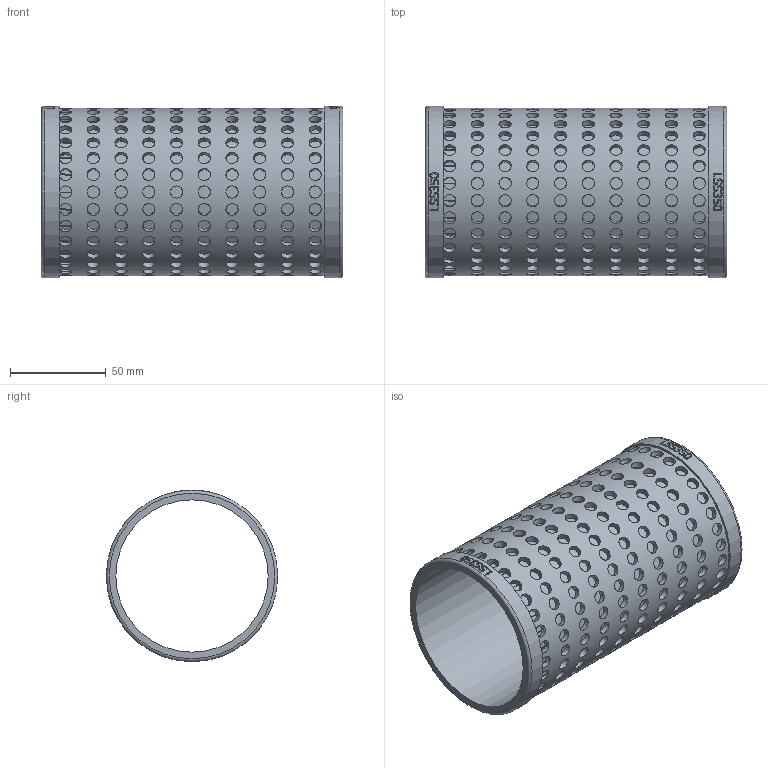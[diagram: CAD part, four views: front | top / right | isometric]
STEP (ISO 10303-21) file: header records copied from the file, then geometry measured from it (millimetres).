
FILE_DESCRIPTION((''),'2;1');
FILE_NAME('LSS350.stp','2013-08-08T15:32:55',('mclevenger'),(''),'Autodesk Inventor 2013','Autodesk Inventor 2013','');
FILE_SCHEMA(('AUTOMOTIVE_DESIGN { 1 0 10303 214 1 1 1 1 }'));
Length unit declared in the file: inch
Products named in the file (1): LSS350
Bounding box: 157.23 x 89.41 x 89.41 mm (x, y, z)
Volume: 141774.5 mm3; surface area: 102978.5 mm2
Topology: 1 solids, 1 shells, 834 faces, 1884 edges, 1329 vertices
Faces by surface type: plane 362, cylinder 318, bspline 152, torus 2
Full cylindrical faces by diameter (mm): 6.35 x300, 79.375 x1, 87.376 x1, 89.408 x2
Entity records: 33974 total; most frequent: CARTESIAN_POINT 18039, ORIENTED_EDGE 3138, DIRECTION 2426, EDGE_CURVE 1569, EDGE_LOOP 1428, VERTEX_POINT 1329, AXIS2_PLACEMENT_3D 1078, B_SPLINE_CURVE_WITH_KNOTS 904
